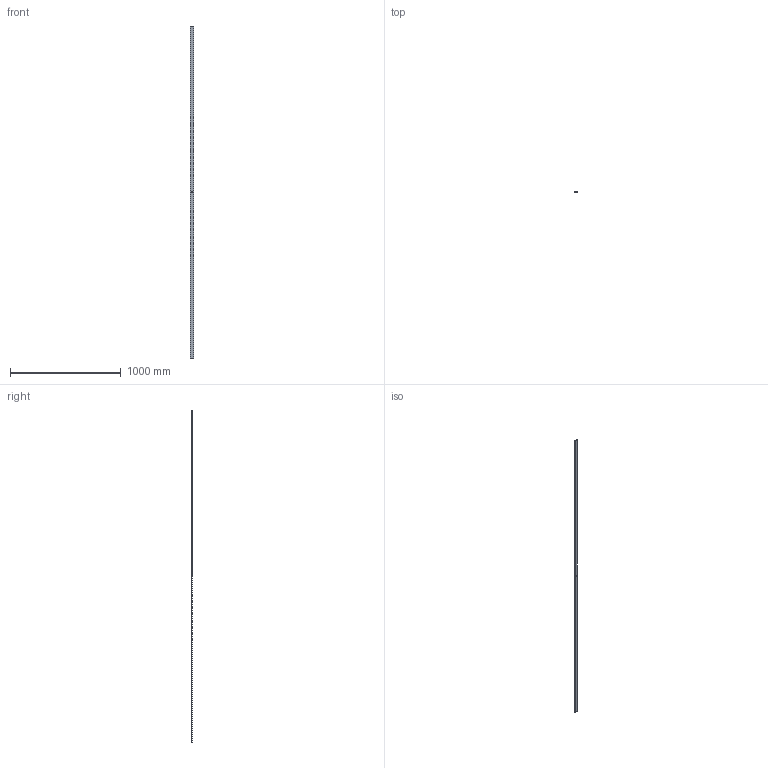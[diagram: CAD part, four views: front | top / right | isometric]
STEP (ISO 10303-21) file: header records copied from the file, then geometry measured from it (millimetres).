
FILE_DESCRIPTION (( 'STEP AP203' ), '1' );
FILE_NAME ('2300.step', '2022-04-27T08:05:47', ( '' ), ( '' ), 'SwSTEP 2.0', 'SolidWorks 2018', '' );
FILE_SCHEMA (( 'CONFIG_CONTROL_DESIGN' ));
Length unit declared in the file: millimetre
Products named in the file (1): 2300
Bounding box: 30 x 8 x 3000 mm (x, y, z)
Volume: 713221 mm3; surface area: 226311.6 mm2
Topology: 1 solids, 1 shells, 416 faces, 1587 edges, 791 vertices
Faces by surface type: torus 201, plane 109, bspline 106
Entity records: 18980 total; most frequent: CARTESIAN_POINT 8373, ORIENTED_EDGE 2374, DIRECTION 2001, EDGE_CURVE 1187, VERTEX_POINT 791, AXIS2_PLACEMENT_3D 715, VECTOR 571, LINE 571
